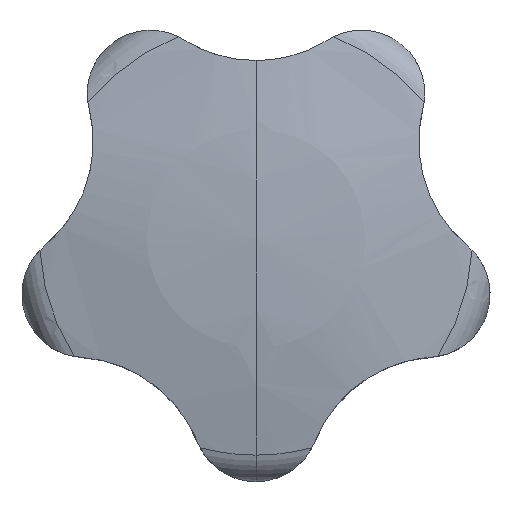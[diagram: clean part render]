
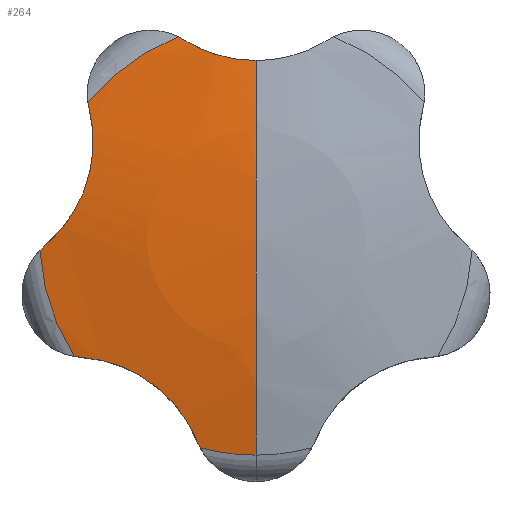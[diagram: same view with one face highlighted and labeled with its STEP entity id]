
A CAD part, top view. The second image highlights one B-rep face of the part: STEP entity #264.
In plain terms, the highlighted spherical face has radius 100 mm.
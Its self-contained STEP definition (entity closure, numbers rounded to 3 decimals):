
#228=EDGE_CURVE('',#558,#456,#652,.T.);
#248=VERTEX_POINT('',#674);
#264=ADVANCED_FACE('',(#690),#691,.T.);
#278=VERTEX_POINT('',#705);
#290=EDGE_CURVE('',#248,#420,#719,.T.);
#320=EDGE_CURVE('',#404,#436,#753,.T.);
#392=VERTEX_POINT('',#831);
#394=VERTEX_POINT('',#833);
#396=EDGE_CURVE('',#498,#502,#835,.T.);
#404=VERTEX_POINT('',#844);
#420=VERTEX_POINT('',#861);
#436=VERTEX_POINT('',#878);
#440=EDGE_CURVE('',#532,#394,#882,.T.);
#446=EDGE_CURVE('',#278,#420,#889,.T.);
#448=EDGE_CURVE('',#456,#436,#891,.T.);
#452=EDGE_CURVE('',#248,#558,#896,.T.);
#456=VERTEX_POINT('',#900);
#468=EDGE_CURVE('',#394,#278,#912,.T.);
#472=EDGE_CURVE('',#502,#392,#917,.T.);
#490=EDGE_CURVE('',#516,#392,#935,.T.);
#498=VERTEX_POINT('',#944);
#502=VERTEX_POINT('',#948);
#516=VERTEX_POINT('',#964);
#524=EDGE_CURVE('',#404,#498,#972,.T.);
#532=VERTEX_POINT('',#981);
#558=VERTEX_POINT('',#1011);
#568=EDGE_CURVE('',#516,#532,#1022,.T.);
#652=B_SPLINE_CURVE_WITH_KNOTS('',3,(#1107,#1108,#1109,#1110,#1111,#1112,#1113,#1114,#1115,#1116,#1117,#1118,#1119,#1120),.UNSPECIFIED.,.F.,.F.,(4,2,2,2,2,2,4),(0.0,2.637,5.274,7.911,10.549,13.254,15.139),.UNSPECIFIED.);
#674=CARTESIAN_POINT('',(-17.306,14.031,29.486));
#690=FACE_OUTER_BOUND('',#1195,.T.);
#691=SPHERICAL_SURFACE('',#1196,100.);
#705=CARTESIAN_POINT('',(-7.426,20.477,29.599));
#719=CIRCLE('',#1235,22.28);
#753=CIRCLE('',#1282,22.28);
#831=CARTESIAN_POINT('',(-5.754,-21.524,29.486));
#833=CARTESIAN_POINT('',(0.,18.345,30.303));
#835=B_SPLINE_CURVE_WITH_KNOTS('',3,(#1423,#1424,#1425,#1426,#1427,#1428,#1429,#1430,#1431,#1432,#1433,#1434,#1435,#1436),.UNSPECIFIED.,.F.,.F.,(4,2,2,2,2,2,4),(0.0,2.637,5.274,7.911,10.549,13.254,15.139),.UNSPECIFIED.);
#844=CARTESIAN_POINT('',(-18.693,-12.123,29.486));
#861=CARTESIAN_POINT('',(-7.997,20.795,29.486));
#878=CARTESIAN_POINT('',(-22.249,-1.179,29.486));
#882=CIRCLE('',#1504,100.);
#889=B_SPLINE_CURVE_WITH_KNOTS('',3,(#1512,#1513,#1514,#1515),.UNSPECIFIED.,.F.,.F.,(4,4),(0.0,0.653),.UNSPECIFIED.);
#891=B_SPLINE_CURVE_WITH_KNOTS('',3,(#1518,#1519,#1520,#1521),.UNSPECIFIED.,.F.,.F.,(4,4),(0.0,0.653),.UNSPECIFIED.);
#896=B_SPLINE_CURVE_WITH_KNOTS('',3,(#1527,#1528,#1529,#1530,#1531,#1532),.UNSPECIFIED.,.F.,.F.,(4,2,4),(14.254,14.771,14.909),.UNSPECIFIED.);
#900=CARTESIAN_POINT('',(-21.77,-0.735,29.599));
#912=B_SPLINE_CURVE_WITH_KNOTS('',3,(#1565,#1566,#1567,#1568,#1569,#1570,#1571,#1572,#1573,#1574,#1575,#1576,#1577,#1578),.UNSPECIFIED.,.F.,.F.,(4,2,2,2,2,2,4),(0.0,2.637,5.274,7.911,10.549,13.254,15.139),.UNSPECIFIED.);
#917=B_SPLINE_CURVE_WITH_KNOTS('',3,(#1584,#1585,#1586,#1587),.UNSPECIFIED.,.F.,.F.,(4,4),(0.0,0.653),.UNSPECIFIED.);
#935=CIRCLE('',#1613,22.28);
#944=CARTESIAN_POINT('',(-18.044,-12.201,29.599));
#948=CARTESIAN_POINT('',(-6.028,-20.931,29.599));
#964=CARTESIAN_POINT('',(0.,-22.28,29.486));
#972=B_SPLINE_CURVE_WITH_KNOTS('',3,(#1677,#1678,#1679,#1680,#1681,#1682),.UNSPECIFIED.,.F.,.F.,(4,2,4),(14.254,14.771,14.909),.UNSPECIFIED.);
#981=CARTESIAN_POINT('',(0.,0.,32.0));
#1011=CARTESIAN_POINT('',(-17.18,13.39,29.599));
#1022=CIRCLE('',#1740,100.);
#1107=CARTESIAN_POINT('',(-17.18,13.39,29.599));
#1108=CARTESIAN_POINT('',(-16.97,12.551,29.751));
#1109=CARTESIAN_POINT('',(-16.831,11.658,29.886));
#1110=CARTESIAN_POINT('',(-16.733,9.834,30.103));
#1111=CARTESIAN_POINT('',(-16.774,8.901,30.185));
#1112=CARTESIAN_POINT('',(-17.041,7.061,30.288));
#1113=CARTESIAN_POINT('',(-17.268,6.153,30.31));
#1114=CARTESIAN_POINT('',(-17.887,4.422,30.292));
#1115=CARTESIAN_POINT('',(-18.278,3.599,30.253));
#1116=CARTESIAN_POINT('',(-19.185,2.072,30.125));
#1117=CARTESIAN_POINT('',(-19.734,1.321,30.029));
#1118=CARTESIAN_POINT('',(-20.795,0.143,29.816));
#1119=CARTESIAN_POINT('',(-21.267,-0.314,29.714));
#1120=CARTESIAN_POINT('',(-21.77,-0.735,29.599));
#1195=EDGE_LOOP('',(#1919,#1920,#1921,#1922,#1923,#1924,#1925,#1926,#1927,#1928,#1929,#1930,#1931));
#1196=AXIS2_PLACEMENT_3D('',#1932,#1933,#1934);
#1235=AXIS2_PLACEMENT_3D('',#1962,#1963,#1964);
#1282=AXIS2_PLACEMENT_3D('',#2007,#2008,#2009);
#1423=CARTESIAN_POINT('',(-18.044,-12.201,29.599));
#1424=CARTESIAN_POINT('',(-17.18,-12.261,29.751));
#1425=CARTESIAN_POINT('',(-16.289,-12.405,29.886));
#1426=CARTESIAN_POINT('',(-14.523,-12.875,30.103));
#1427=CARTESIAN_POINT('',(-13.649,-13.202,30.185));
#1428=CARTESIAN_POINT('',(-11.982,-14.025,30.288));
#1429=CARTESIAN_POINT('',(-11.188,-14.522,30.31));
#1430=CARTESIAN_POINT('',(-9.732,-15.645,30.292));
#1431=CARTESIAN_POINT('',(-9.071,-16.271,30.253));
#1432=CARTESIAN_POINT('',(-7.899,-17.606,30.125));
#1433=CARTESIAN_POINT('',(-7.354,-18.36,30.029));
#1434=CARTESIAN_POINT('',(-6.561,-19.733,29.816));
#1435=CARTESIAN_POINT('',(-6.273,-20.323,29.714));
#1436=CARTESIAN_POINT('',(-6.028,-20.931,29.599));
#1504=AXIS2_PLACEMENT_3D('',#2125,#2126,#2127);
#1512=CARTESIAN_POINT('',(-7.426,20.477,29.599));
#1513=CARTESIAN_POINT('',(-7.608,20.591,29.561));
#1514=CARTESIAN_POINT('',(-7.798,20.697,29.524));
#1515=CARTESIAN_POINT('',(-7.997,20.795,29.486));
#1518=CARTESIAN_POINT('',(-21.77,-0.735,29.599));
#1519=CARTESIAN_POINT('',(-21.934,-0.873,29.561));
#1520=CARTESIAN_POINT('',(-22.094,-1.021,29.524));
#1521=CARTESIAN_POINT('',(-22.249,-1.179,29.486));
#1527=CARTESIAN_POINT('',(-17.306,14.031,29.486));
#1528=CARTESIAN_POINT('',(-17.281,13.859,29.516));
#1529=CARTESIAN_POINT('',(-17.25,13.69,29.545));
#1530=CARTESIAN_POINT('',(-17.202,13.48,29.583));
#1531=CARTESIAN_POINT('',(-17.191,13.435,29.591));
#1532=CARTESIAN_POINT('',(-17.18,13.39,29.599));
#1565=CARTESIAN_POINT('',(7.426,20.477,29.599));
#1566=CARTESIAN_POINT('',(6.692,20.018,29.751));
#1567=CARTESIAN_POINT('',(5.887,19.61,29.886));
#1568=CARTESIAN_POINT('',(4.181,18.953,30.103));
#1569=CARTESIAN_POINT('',(3.282,18.703,30.185));
#1570=CARTESIAN_POINT('',(1.45,18.389,30.288));
#1571=CARTESIAN_POINT('',(0.515,18.324,30.31));
#1572=CARTESIAN_POINT('',(-1.322,18.377,30.292));
#1573=CARTESIAN_POINT('',(-2.226,18.495,30.253));
#1574=CARTESIAN_POINT('',(-3.958,18.886,30.125));
#1575=CARTESIAN_POINT('',(-4.842,19.176,30.029));
#1576=CARTESIAN_POINT('',(-6.29,19.821,29.816));
#1577=CARTESIAN_POINT('',(-6.871,20.129,29.714));
#1578=CARTESIAN_POINT('',(-7.426,20.477,29.599));
#1584=CARTESIAN_POINT('',(-6.028,-20.931,29.599));
#1585=CARTESIAN_POINT('',(-5.948,-21.13,29.561));
#1586=CARTESIAN_POINT('',(-5.857,-21.328,29.524));
#1587=CARTESIAN_POINT('',(-5.754,-21.524,29.486));
#1613=AXIS2_PLACEMENT_3D('',#2164,#2165,#2166);
#1677=CARTESIAN_POINT('',(-18.693,-12.123,29.486));
#1678=CARTESIAN_POINT('',(-18.521,-12.153,29.516));
#1679=CARTESIAN_POINT('',(-18.35,-12.175,29.545));
#1680=CARTESIAN_POINT('',(-18.135,-12.194,29.583));
#1681=CARTESIAN_POINT('',(-18.09,-12.198,29.591));
#1682=CARTESIAN_POINT('',(-18.044,-12.201,29.599));
#1740=AXIS2_PLACEMENT_3D('',#2289,#2290,#2291);
#1919=ORIENTED_EDGE('',*,*,#568,.T.);
#1920=ORIENTED_EDGE('',*,*,#440,.T.);
#1921=ORIENTED_EDGE('',*,*,#468,.T.);
#1922=ORIENTED_EDGE('',*,*,#446,.T.);
#1923=ORIENTED_EDGE('',*,*,#290,.F.);
#1924=ORIENTED_EDGE('',*,*,#452,.T.);
#1925=ORIENTED_EDGE('',*,*,#228,.T.);
#1926=ORIENTED_EDGE('',*,*,#448,.T.);
#1927=ORIENTED_EDGE('',*,*,#320,.F.);
#1928=ORIENTED_EDGE('',*,*,#524,.T.);
#1929=ORIENTED_EDGE('',*,*,#396,.T.);
#1930=ORIENTED_EDGE('',*,*,#472,.T.);
#1931=ORIENTED_EDGE('',*,*,#490,.F.);
#1932=CARTESIAN_POINT('',(0.,0.,-68.));
#1933=DIRECTION('',(0.0,0.0,-1.0));
#1934=DIRECTION('',(0.,1.0,0.0));
#1962=CARTESIAN_POINT('',(0.,0.,29.486));
#1963=DIRECTION('',(-0.0,0.0,-1.0));
#1964=DIRECTION('',(0.,-1.0,0.0));
#2007=CARTESIAN_POINT('',(0.,0.,29.486));
#2008=DIRECTION('',(-0.0,0.0,-1.0));
#2009=DIRECTION('',(0.,-1.0,0.0));
#2125=CARTESIAN_POINT('',(0.,0.,-68.));
#2126=DIRECTION('',(-1.0,0.,-0.0));
#2127=DIRECTION('',(0.0,0.0,-1.0));
#2164=CARTESIAN_POINT('',(0.,0.,29.486));
#2165=DIRECTION('',(-0.0,0.0,-1.0));
#2166=DIRECTION('',(0.,-1.0,0.0));
#2289=CARTESIAN_POINT('',(0.,0.,-68.));
#2290=DIRECTION('',(-1.0,0.,-0.0));
#2291=DIRECTION('',(0.0,0.0,-1.0));
